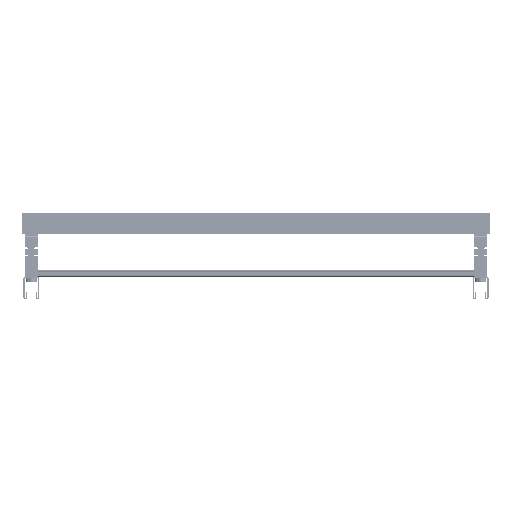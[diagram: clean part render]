
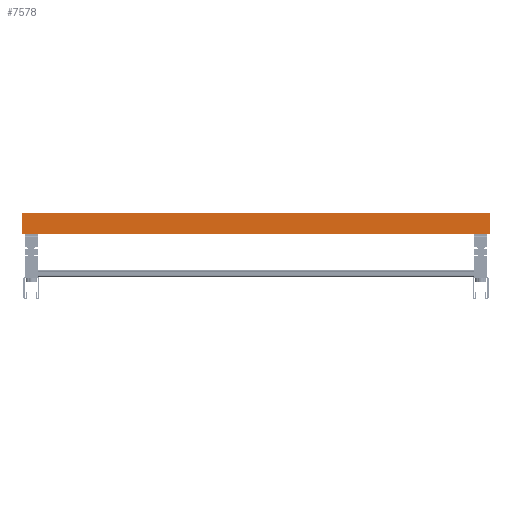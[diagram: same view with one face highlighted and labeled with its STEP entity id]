
A CAD part, front view. The second image highlights one B-rep face of the part: STEP entity #7578.
In plain terms, the highlighted planar face has unit normal (0, -1, 0).
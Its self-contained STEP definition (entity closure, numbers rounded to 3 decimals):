
#7578=ADVANCED_FACE('',(#19811),#19812,.F.);
#19811=FACE_OUTER_BOUND('',#38345,.T.);
#19812=PLANE('',#38346);
#38345=EDGE_LOOP('',(#58096,#58097,#58098,#58099));
#38346=AXIS2_PLACEMENT_3D('',#58100,#58101,#58102);
#58096=ORIENTED_EDGE('',*,*,#113020,.T.);
#58097=ORIENTED_EDGE('',*,*,#113021,.T.);
#58098=ORIENTED_EDGE('',*,*,#113022,.T.);
#58099=ORIENTED_EDGE('',*,*,#112290,.T.);
#58100=CARTESIAN_POINT('',(250.0,0.0,81.001));
#58101=DIRECTION('',(-0.0,1.0,0.0));
#58102=DIRECTION('',(1.0,0.0,0.0));
#112290=EDGE_CURVE('',#134584,#134582,#134585,.T.);
#113020=EDGE_CURVE('',#134582,#135654,#135655,.T.);
#113021=EDGE_CURVE('',#135654,#135656,#135657,.T.);
#113022=EDGE_CURVE('',#135656,#134584,#135658,.T.);
#134582=VERTEX_POINT('',#167640);
#134584=VERTEX_POINT('',#167643);
#134585=LINE('',#167644,#167645);
#135654=VERTEX_POINT('',#169111);
#135655=LINE('',#169112,#169113);
#135656=VERTEX_POINT('',#169114);
#135657=LINE('',#169115,#169116);
#135658=LINE('',#169117,#169118);
#167640=CARTESIAN_POINT('',(500.0,0.0,70.001));
#167643=CARTESIAN_POINT('',(0.0,0.0,70.001));
#167644=CARTESIAN_POINT('',(250.0,0.0,70.001));
#167645=VECTOR('',#213685,1.0);
#169111=CARTESIAN_POINT('',(500.0,0.0,92.001));
#169112=CARTESIAN_POINT('',(500.0,0.0,81.001));
#169113=VECTOR('',#214491,1.0);
#169114=CARTESIAN_POINT('',(0.0,0.0,92.001));
#169115=CARTESIAN_POINT('',(250.0,0.0,92.001));
#169116=VECTOR('',#214492,1.0);
#169117=CARTESIAN_POINT('',(0.0,0.0,81.001));
#169118=VECTOR('',#214493,1.0);
#213685=DIRECTION('',(1.0,0.0,0.0));
#214491=DIRECTION('',(0.0,0.0,1.0));
#214492=DIRECTION('',(-1.0,0.0,0.0));
#214493=DIRECTION('',(0.0,0.0,-1.0));
